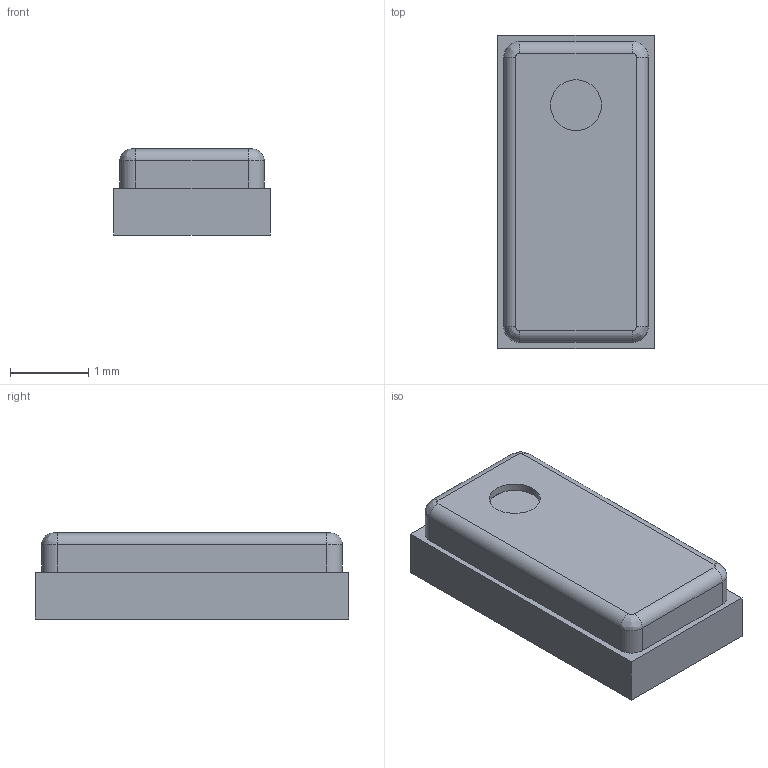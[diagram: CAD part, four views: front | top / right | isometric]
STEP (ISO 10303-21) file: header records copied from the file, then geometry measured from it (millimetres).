
FILE_DESCRIPTION(/* description */ (''),/* implementation_level */ '2;1');
FILE_NAME(/* name */ 'SPH0641LU4H-1 v1.step',/* time_stamp */ '2022-03-16T13:57:05+01:00',/* author */ (''),/* organization */ (''),/* preprocessor_version */ 'ST-DEVELOPER v18.1',/* originating_system */ 'Autodesk Translation Framework v10.13.0.1454',/* authorisation */ '');
FILE_SCHEMA (('AUTOMOTIVE_DESIGN { 1 0 10303 214 3 1 1 }'));
Length unit declared in the file: millimetre
Products named in the file (1): SPH0641LU4H-1
Bounding box: 2 x 4 x 1.1 mm (x, y, z)
Volume: 5.9 mm3; surface area: 45.6 mm2
Topology: 2 solids, 2 shells, 42 faces, 95 edges, 58 vertices
Faces by surface type: plane 17, cylinder 17, bspline 8
Full cylindrical faces by diameter (mm): 0.65 x1
Entity records: 1255 total; most frequent: CARTESIAN_POINT 260, DIRECTION 207, ORIENTED_EDGE 190, EDGE_CURVE 95, AXIS2_PLACEMENT_3D 77, VERTEX_POINT 58, LINE 53, VECTOR 53
